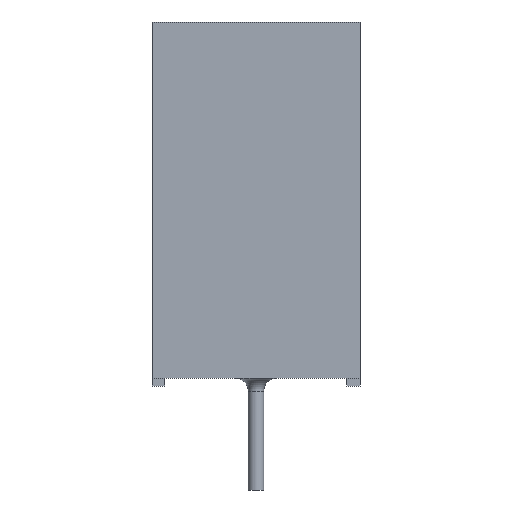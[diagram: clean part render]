
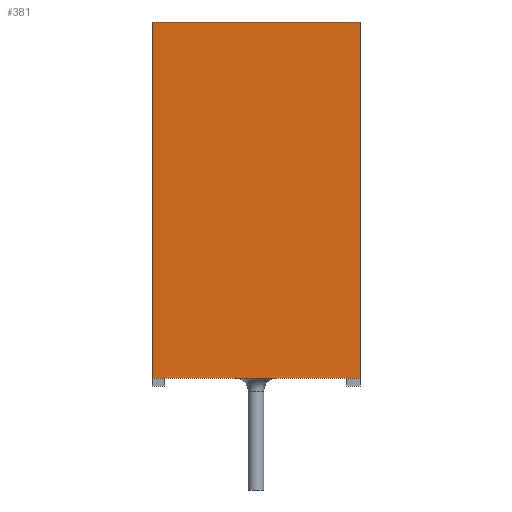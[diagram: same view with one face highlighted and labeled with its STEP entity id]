
A CAD part, left-side view. The second image highlights one B-rep face of the part: STEP entity #381.
In plain terms, the highlighted planar face has unit normal (-1, 0, 0).
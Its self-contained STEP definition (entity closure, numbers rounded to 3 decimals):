
#381 = ADVANCED_FACE( '', ( #925 ), #926, .F. );
#925 = FACE_OUTER_BOUND( '', #1672, .T. );
#926 = PLANE( '', #1673 );
#1672 = EDGE_LOOP( '', ( #2957, #2958, #2959, #2960 ) );
#1673 = AXIS2_PLACEMENT_3D( '', #2961, #2962, #2963 );
#2957 = ORIENTED_EDGE( '', *, *, #5229, .T. );
#2958 = ORIENTED_EDGE( '', *, *, #5230, .F. );
#2959 = ORIENTED_EDGE( '', *, *, #5231, .F. );
#2960 = ORIENTED_EDGE( '', *, *, #5232, .T. );
#2961 = CARTESIAN_POINT( '', ( -6.5, -4., 6.85 ) );
#2962 = DIRECTION( '', ( 1., 0., 0. ) );
#2963 = DIRECTION( '', ( 0., 0., -1. ) );
#5229 = EDGE_CURVE( '', #6217, #6218, #6219, .T. );
#5230 = EDGE_CURVE( '', #6220, #6218, #6221, .T. );
#5231 = EDGE_CURVE( '', #6222, #6220, #6223, .T. );
#5232 = EDGE_CURVE( '', #6222, #6217, #6224, .T. );
#6217 = VERTEX_POINT( '', #8346 );
#6218 = VERTEX_POINT( '', #8347 );
#6219 = LINE( '', #8348, #8349 );
#6220 = VERTEX_POINT( '', #8350 );
#6221 = LINE( '', #8351, #8352 );
#6222 = VERTEX_POINT( '', #8353 );
#6223 = LINE( '', #8354, #8355 );
#6224 = LINE( '', #8356, #8357 );
#8346 = CARTESIAN_POINT( '', ( -6.5, 4., 6.85 ) );
#8347 = CARTESIAN_POINT( '', ( -6.5, 4., -6.85 ) );
#8348 = CARTESIAN_POINT( '', ( -6.5, 4., 6.85 ) );
#8349 = VECTOR( '', #10259, 1000. );
#8350 = CARTESIAN_POINT( '', ( -6.5, -4., -6.85 ) );
#8351 = CARTESIAN_POINT( '', ( -6.5, -4., -6.85 ) );
#8352 = VECTOR( '', #10260, 1000. );
#8353 = CARTESIAN_POINT( '', ( -6.5, -4., 6.85 ) );
#8354 = CARTESIAN_POINT( '', ( -6.5, -4., 6.85 ) );
#8355 = VECTOR( '', #10261, 1000. );
#8356 = CARTESIAN_POINT( '', ( -6.5, -4., 6.85 ) );
#8357 = VECTOR( '', #10262, 1000. );
#10259 = DIRECTION( '', ( 0., 0., -1. ) );
#10260 = DIRECTION( '', ( 0., 1., 0. ) );
#10261 = DIRECTION( '', ( 0., 0., -1. ) );
#10262 = DIRECTION( '', ( 0., 1., 0. ) );
